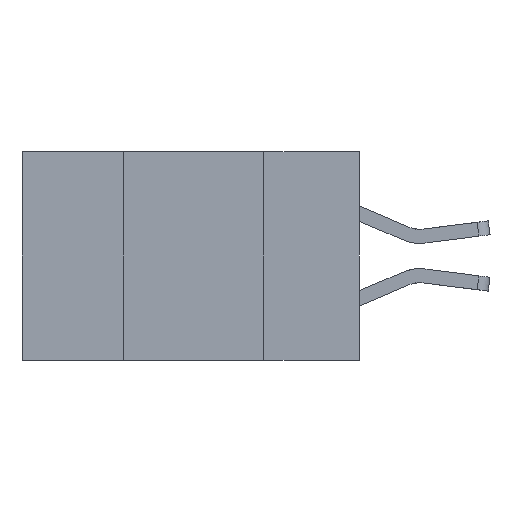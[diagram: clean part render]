
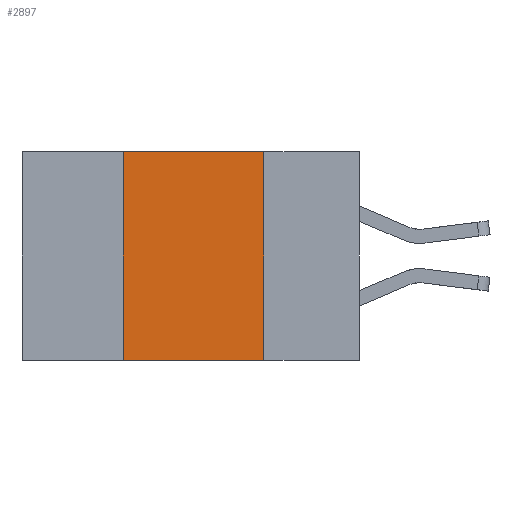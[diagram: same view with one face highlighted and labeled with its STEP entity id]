
A CAD part, left-side view. The second image highlights one B-rep face of the part: STEP entity #2897.
In plain terms, the highlighted planar face has unit normal (-1, 0, 0).
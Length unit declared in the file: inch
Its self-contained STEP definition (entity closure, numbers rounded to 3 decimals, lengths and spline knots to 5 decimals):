
#552 = PLANE ( 'NONE',  #12575 ) ;
#1589 = DIRECTION ( 'NONE',  ( 0., 0., -1. ) ) ;
#1938 = VECTOR ( 'NONE', #2875, 39.37008 ) ;
#1943 = EDGE_CURVE ( 'NONE', #6769, #11466, #2443, .T. ) ;
#2045 = ORIENTED_EDGE ( 'NONE', *, *, #1943, .T. ) ;
#2149 = CARTESIAN_POINT ( 'NONE',  ( 0., 0.6, -0.37 ) ) ;
#2443 = LINE ( 'NONE', #2149, #7601 ) ;
#2470 = DIRECTION ( 'NONE',  ( 0., 0., -1. ) ) ;
#2556 = VECTOR ( 'NONE', #8822, 39.37008 ) ;
#2784 = CARTESIAN_POINT ( 'NONE',  ( 0., 0.17, 0. ) ) ;
#2875 = DIRECTION ( 'NONE',  ( 0., 0., 1. ) ) ;
#2897 = ADVANCED_FACE ( 'NONE', ( #11315 ), #552, .F. ) ;
#2977 = EDGE_CURVE ( 'NONE', #4223, #5874, #10670, .T. ) ;
#3660 = CARTESIAN_POINT ( 'NONE',  ( 0., 0.6, 0. ) ) ;
#4157 = CARTESIAN_POINT ( 'NONE',  ( 0., 0.17, -0.37 ) ) ;
#4223 = VERTEX_POINT ( 'NONE', #10690 ) ;
#4716 = LINE ( 'NONE', #4910, #1938 ) ;
#4777 = LINE ( 'NONE', #8600, #5077 ) ;
#4910 = CARTESIAN_POINT ( 'NONE',  ( 0., 0.42, 0. ) ) ;
#5077 = VECTOR ( 'NONE', #2470, 39.37008 ) ;
#5658 = EDGE_CURVE ( 'NONE', #5874, #11466, #4777, .T. ) ;
#5874 = VERTEX_POINT ( 'NONE', #2784 ) ;
#6769 = VERTEX_POINT ( 'NONE', #7323 ) ;
#7323 = CARTESIAN_POINT ( 'NONE',  ( 0., 0.42, -0.37 ) ) ;
#7601 = VECTOR ( 'NONE', #10299, 39.37008 ) ;
#7750 = DIRECTION ( 'NONE',  ( 1., 0., 0. ) ) ;
#7976 = EDGE_CURVE ( 'NONE', #6769, #4223, #4716, .T. ) ;
#8184 = ORIENTED_EDGE ( 'NONE', *, *, #2977, .F. ) ;
#8600 = CARTESIAN_POINT ( 'NONE',  ( 0., 0.17, 0. ) ) ;
#8822 = DIRECTION ( 'NONE',  ( 0., -1., 0. ) ) ;
#9596 = ORIENTED_EDGE ( 'NONE', *, *, #7976, .F. ) ;
#10299 = DIRECTION ( 'NONE',  ( 0., -1., 0. ) ) ;
#10670 = LINE ( 'NONE', #11886, #2556 ) ;
#10690 = CARTESIAN_POINT ( 'NONE',  ( 0., 0.42, 0. ) ) ;
#10772 = ORIENTED_EDGE ( 'NONE', *, *, #5658, .F. ) ;
#11315 = FACE_OUTER_BOUND ( 'NONE', #11841, .T. ) ;
#11466 = VERTEX_POINT ( 'NONE', #4157 ) ;
#11841 = EDGE_LOOP ( 'NONE', ( #10772, #8184, #9596, #2045 ) ) ;
#11886 = CARTESIAN_POINT ( 'NONE',  ( 0., 0.6, 0. ) ) ;
#12575 = AXIS2_PLACEMENT_3D ( 'NONE', #3660, #7750, #1589 ) ;
